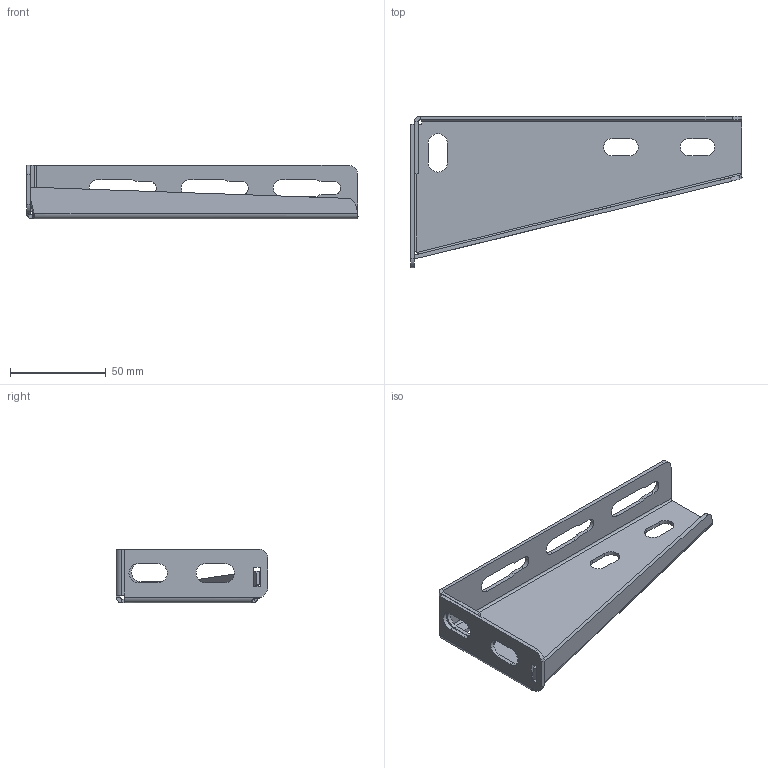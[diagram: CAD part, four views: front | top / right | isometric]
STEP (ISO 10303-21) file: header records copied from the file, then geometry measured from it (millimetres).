
FILE_DESCRIPTION(/* description */ (''),/* implementation_level */ '2;1');
FILE_NAME(/* name */ 'WWS150.stp',/* time_stamp */ '2020-11-04T14:58:53+01:00',/* author */ ('stanislaw.luczak'),/* organization */ (''),/* preprocessor_version */ 'ST-DEVELOPER v18.1',/* originating_system */ 'Autodesk Inventor 2021',/* authorisation */ '');
FILE_SCHEMA (('AUTOMOTIVE_DESIGN { 1 0 10303 214 3 1 1 }'));
Length unit declared in the file: millimetre
Products named in the file (1): WWS150
Bounding box: 173.2 x 79.2 x 28 mm (x, y, z)
Volume: 32139.8 mm3; surface area: 34573 mm2
Topology: 1 solids, 1 shells, 104 faces, 280 edges, 178 vertices
Faces by surface type: plane 61, cylinder 37, bspline 6
Entity records: 4181 total; most frequent: CARTESIAN_POINT 1481, ORIENTED_EDGE 560, DIRECTION 534, EDGE_CURVE 280, LINE 200, VECTOR 200, VERTEX_POINT 178, AXIS2_PLACEMENT_3D 167
